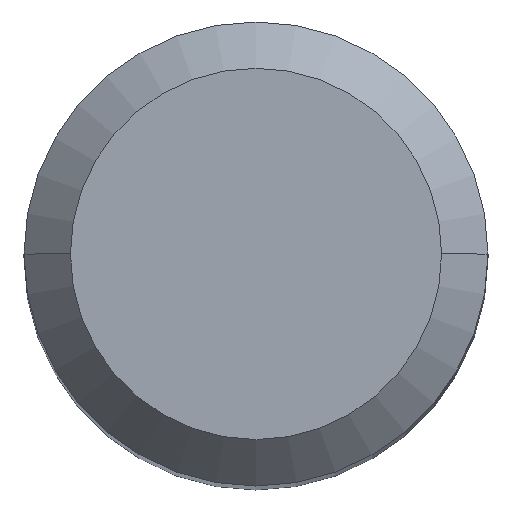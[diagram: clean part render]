
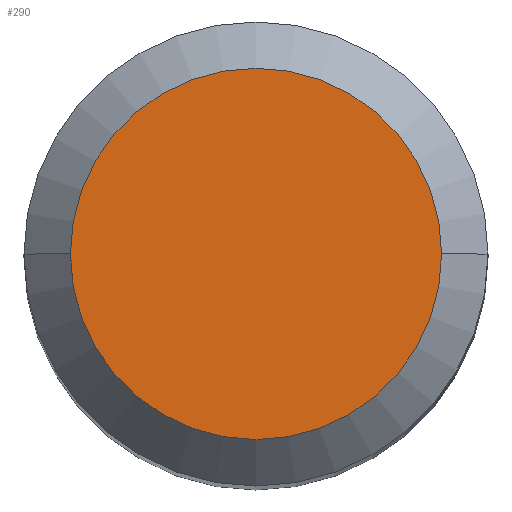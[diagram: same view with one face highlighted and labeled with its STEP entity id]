
A CAD part, top view. The second image highlights one B-rep face of the part: STEP entity #290.
In plain terms, the highlighted planar face has unit normal (0, 0, 1).
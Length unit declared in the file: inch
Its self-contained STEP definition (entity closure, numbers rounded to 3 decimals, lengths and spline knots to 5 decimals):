
#16 = EDGE_CURVE ( 'NONE', #393, #55, #269, .T. ) ;
#55 = VERTEX_POINT ( 'NONE', #422 ) ;
#97 = CARTESIAN_POINT ( 'NONE',  ( 0., 0., 0. ) ) ;
#103 = CARTESIAN_POINT ( 'NONE',  ( 0.09448, 0., 0. ) ) ;
#137 = EDGE_CURVE ( 'NONE', #55, #393, #442, .T. ) ;
#158 = DIRECTION ( 'NONE',  ( 0., 0., 1. ) ) ;
#169 = CARTESIAN_POINT ( 'NONE',  ( 0., 0., 0. ) ) ;
#220 = DIRECTION ( 'NONE',  ( 1., 0., 0. ) ) ;
#235 = DIRECTION ( 'NONE',  ( 1., 0., 0. ) ) ;
#237 = EDGE_LOOP ( 'NONE', ( #350, #262 ) ) ;
#262 = ORIENTED_EDGE ( 'NONE', *, *, #16, .T. ) ;
#269 = CIRCLE ( 'NONE', #465, 0.09448 ) ;
#290 = ADVANCED_FACE ( 'NONE', ( #453 ), #370, .F. ) ;
#325 = AXIS2_PLACEMENT_3D ( 'NONE', #169, #417, #374 ) ;
#337 = DIRECTION ( 'NONE',  ( 0., 0., 1. ) ) ;
#350 = ORIENTED_EDGE ( 'NONE', *, *, #137, .T. ) ;
#369 = AXIS2_PLACEMENT_3D ( 'NONE', #97, #337, #220 ) ;
#370 = PLANE ( 'NONE',  #325 ) ;
#374 = DIRECTION ( 'NONE',  ( -1., 0., 0. ) ) ;
#393 = VERTEX_POINT ( 'NONE', #103 ) ;
#417 = DIRECTION ( 'NONE',  ( 0., 0., -1. ) ) ;
#422 = CARTESIAN_POINT ( 'NONE',  ( -0.09448, 0., 0. ) ) ;
#442 = CIRCLE ( 'NONE', #369, 0.09448 ) ;
#453 = FACE_OUTER_BOUND ( 'NONE', #237, .T. ) ;
#465 = AXIS2_PLACEMENT_3D ( 'NONE', #512, #158, #235 ) ;
#512 = CARTESIAN_POINT ( 'NONE',  ( 0., 0., 0. ) ) ;
